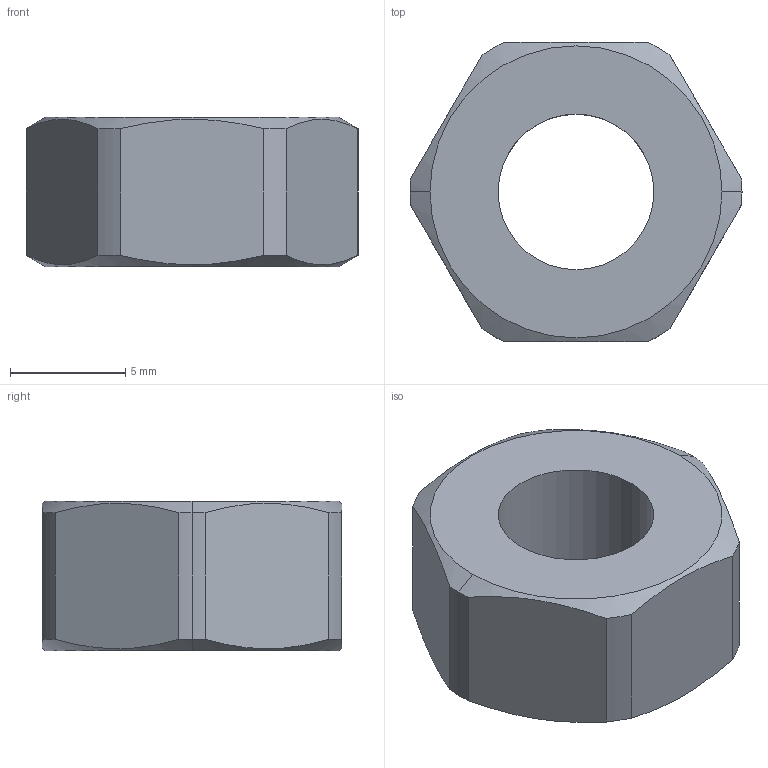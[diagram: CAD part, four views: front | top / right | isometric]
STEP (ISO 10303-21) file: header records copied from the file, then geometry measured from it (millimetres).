
FILE_DESCRIPTION (( 'STEP AP203' ), '1' );
FILE_NAME ('ecrou M8_Défaut_sldprt.STEP', '2019-10-30T13:03:18', ( '' ), ( '' ), 'SwSTEP 2.0', 'SolidWorks 2017', '' );
FILE_SCHEMA (( 'CONFIG_CONTROL_DESIGN' ));
Length unit declared in the file: millimetre
Products named in the file (1): ecrou M8_Défaut_sldprt
Bounding box: 14.4 x 13 x 6.5 mm (x, y, z)
Volume: 705.1 mm3; surface area: 624.7 mm2
Topology: 1 solids, 1 shells, 21 faces, 55 edges, 36 vertices
Faces by surface type: cylinder 9, plane 8, cone 4
Entity records: 814 total; most frequent: CARTESIAN_POINT 213, DIRECTION 111, ORIENTED_EDGE 110, EDGE_CURVE 55, AXIS2_PLACEMENT_3D 46, VERTEX_POINT 36, CIRCLE 24, EDGE_LOOP 23
